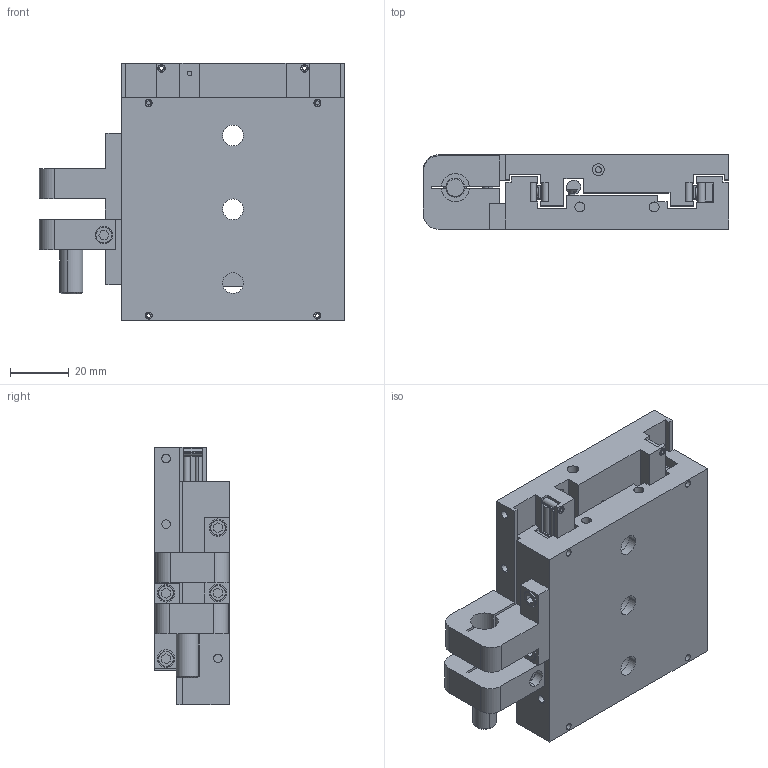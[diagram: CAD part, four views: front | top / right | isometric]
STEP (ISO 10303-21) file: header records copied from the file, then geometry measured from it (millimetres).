
FILE_DESCRIPTION (( 'STEP AP203' ), '1' );
FILE_NAME ('TSB28E.STEP', '2023-07-06T18:16:38', ( '' ), ( '' ), 'SwSTEP 2.0', 'SolidWorks 2019', '' );
FILE_SCHEMA (( 'CONFIG_CONTROL_DESIGN' ));
Length unit declared in the file: millimetre
Products named in the file (15): 1-8 in bearing strip filled; TSB28 Base; Rod - 3-32 x 70mm; Spring; AMB Contact; Screw 5-40 x 0.25in SC; Screw 5-40 x one 8th set screw; CompressionBar; AMB Clamp; Screw 5-16 in-18 x 1in set screw; Roll pin, 3-32 dia x 7-16in (SS)_92373A142; TSB28E; TSB28-I Top; Screw M2 x 8 Flat Head Phillips; Screw 6-32 x 0.5 SC
Assembly tree (37 placements, depth 2):
  TSB28E
    TSB28 Base
    CompressionBar
    Rod - 3-32 x 70mm  x8
    Spring
    TSB28-I Top
    AMB Clamp
    AMB Contact
    Screw 5-16 in-18 x 1in set screw
    Screw 6-32 x 0.5 SC  x2
    Screw 5-40 x 0.25in SC  x4
    Screw 5-40 x one 8th set screw  x4
    Roll pin, 3-32 dia x 7-16in (SS)_92373A142  x8
    Screw M2 x 8 Flat Head Phillips  x2
    1-8 in bearing strip filled  x2
Bounding box: 104.2 x 25.5 x 88 mm (x, y, z)
Volume: 142036.2 mm3; surface area: 61511.6 mm2
Topology: 35 solids, 61 shells, 770 faces, 1954 edges, 1288 vertices
Faces by surface type: plane 340, cylinder 290, cone 68, sphere 48, torus 24
Entity records: 17358 total; most frequent: DIRECTION 2771, CARTESIAN_POINT 2675, ORIENTED_EDGE 2442, EDGE_CURVE 1221, AXIS2_PLACEMENT_3D 1050, VERTEX_POINT 810, LINE 671, VECTOR 671
